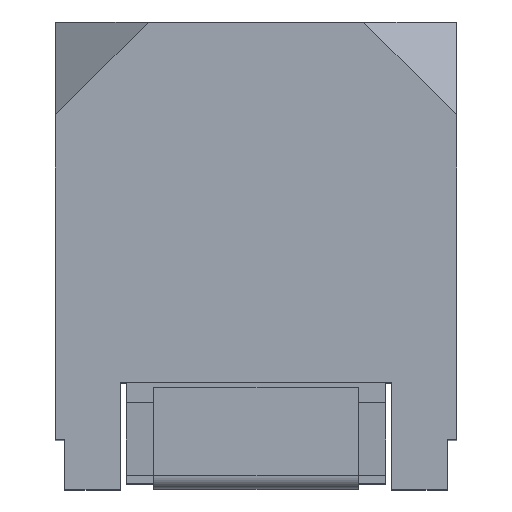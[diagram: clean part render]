
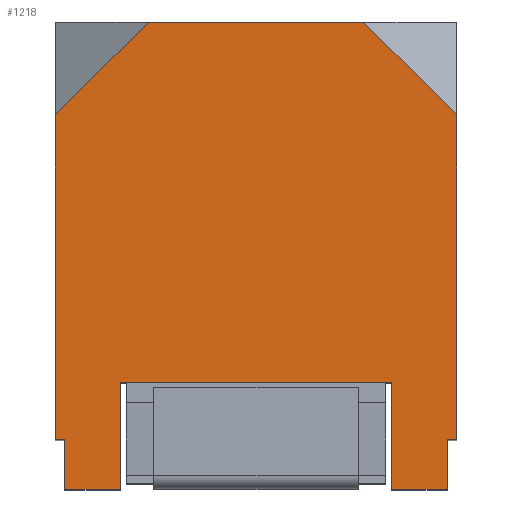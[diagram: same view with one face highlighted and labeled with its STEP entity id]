
A CAD part, top view. The second image highlights one B-rep face of the part: STEP entity #1218.
In plain terms, the highlighted planar face has unit normal (0, 0, 1).
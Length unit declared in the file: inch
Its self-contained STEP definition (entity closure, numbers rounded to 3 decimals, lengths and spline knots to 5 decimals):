
#33 = VERTEX_POINT ( 'NONE', #372 ) ;
#40 = LINE ( 'NONE', #978, #1613 ) ;
#56 = CARTESIAN_POINT ( 'NONE',  ( 0.08504, 0.11815, 0.12008 ) ) ;
#57 = EDGE_CURVE ( 'NONE', #333, #761, #1856, .T. ) ;
#65 = VECTOR ( 'NONE', #549, 39.37008 ) ;
#66 = VERTEX_POINT ( 'NONE', #1364 ) ;
#68 = VECTOR ( 'NONE', #243, 39.37008 ) ;
#79 = ORIENTED_EDGE ( 'NONE', *, *, #1781, .T. ) ;
#94 = CARTESIAN_POINT ( 'NONE',  ( -0.05748, -0.16935, 0.12008 ) ) ;
#104 = EDGE_CURVE ( 'NONE', #312, #288, #40, .T. ) ;
#106 = VECTOR ( 'NONE', #1860, 39.37008 ) ;
#107 = LINE ( 'NONE', #1708, #1131 ) ;
#108 = CARTESIAN_POINT ( 'NONE',  ( -0.05748, 0.14256, 0.12008 ) ) ;
#157 = VERTEX_POINT ( 'NONE', #826 ) ;
#160 = EDGE_CURVE ( 'NONE', #1068, #157, #1704, .T. ) ;
#162 = ORIENTED_EDGE ( 'NONE', *, *, #1014, .T. ) ;
#180 = ORIENTED_EDGE ( 'NONE', *, *, #869, .T. ) ;
#185 = EDGE_CURVE ( 'NONE', #523, #1428, #1129, .T. ) ;
#198 = LINE ( 'NONE', #848, #714 ) ;
#233 = VECTOR ( 'NONE', #1685, 39.37008 ) ;
#243 = DIRECTION ( 'NONE',  ( 0., 1., 0. ) ) ;
#288 = VERTEX_POINT ( 'NONE', #1823 ) ;
#312 = VERTEX_POINT ( 'NONE', #1746 ) ;
#313 = DIRECTION ( 'NONE',  ( 1., 0., 0. ) ) ;
#333 = VERTEX_POINT ( 'NONE', #1316 ) ;
#358 = EDGE_CURVE ( 'NONE', #312, #66, #625, .T. ) ;
#372 = CARTESIAN_POINT ( 'NONE',  ( -0.08504, 0.11815, 0.12008 ) ) ;
#387 = CARTESIAN_POINT ( 'NONE',  ( 0.0811, -0.16935, 0.12008 ) ) ;
#411 = CARTESIAN_POINT ( 'NONE',  ( 0.05748, 0.09729, 0.12008 ) ) ;
#437 = FACE_OUTER_BOUND ( 'NONE', #1082, .T. ) ;
#457 = VECTOR ( 'NONE', #561, 39.37008 ) ;
#479 = VERTEX_POINT ( 'NONE', #504 ) ;
#483 = AXIS2_PLACEMENT_3D ( 'NONE', #891, #888, #1749 ) ;
#486 = LINE ( 'NONE', #1188, #1393 ) ;
#497 = DIRECTION ( 'NONE',  ( -1., 0., 0. ) ) ;
#504 = CARTESIAN_POINT ( 'NONE',  ( -0.08504, 0.25595, 0.12008 ) ) ;
#523 = VERTEX_POINT ( 'NONE', #929 ) ;
#538 = CARTESIAN_POINT ( 'NONE',  ( 0.04567, 0.29532, 0.12008 ) ) ;
#549 = DIRECTION ( 'NONE',  ( 0., 1., 0. ) ) ;
#561 = DIRECTION ( 'NONE',  ( 0., -1., 0. ) ) ;
#577 = VECTOR ( 'NONE', #1520, 39.37008 ) ;
#596 = LINE ( 'NONE', #730, #741 ) ;
#601 = PLANE ( 'NONE',  #483 ) ;
#625 = LINE ( 'NONE', #56, #233 ) ;
#630 = VERTEX_POINT ( 'NONE', #646 ) ;
#640 = CARTESIAN_POINT ( 'NONE',  ( 0.08504, 0.09729, 0.12008 ) ) ;
#646 = CARTESIAN_POINT ( 'NONE',  ( 0.05748, 0.14256, 0.12008 ) ) ;
#655 = CARTESIAN_POINT ( 'NONE',  ( -0.0811, 0.11815, 0.12008 ) ) ;
#691 = ORIENTED_EDGE ( 'NONE', *, *, #1641, .T. ) ;
#698 = VERTEX_POINT ( 'NONE', #655 ) ;
#704 = DIRECTION ( 'NONE',  ( 0., 1., 0. ) ) ;
#707 = DIRECTION ( 'NONE',  ( 0.707, 0.707, 0. ) ) ;
#709 = CARTESIAN_POINT ( 'NONE',  ( 0.08504, 0.09729, 0.12008 ) ) ;
#714 = VECTOR ( 'NONE', #707, 39.37008 ) ;
#722 = EDGE_CURVE ( 'NONE', #698, #33, #1225, .T. ) ;
#730 = CARTESIAN_POINT ( 'NONE',  ( -0.0811, -0.16935, 0.12008 ) ) ;
#741 = VECTOR ( 'NONE', #1578, 39.37008 ) ;
#761 = VERTEX_POINT ( 'NONE', #1748 ) ;
#787 = ORIENTED_EDGE ( 'NONE', *, *, #856, .F. ) ;
#826 = CARTESIAN_POINT ( 'NONE',  ( -0.04567, 0.29532, 0.12008 ) ) ;
#848 = CARTESIAN_POINT ( 'NONE',  ( -0.08504, 0.25595, 0.12008 ) ) ;
#853 = CARTESIAN_POINT ( 'NONE',  ( 0.08504, 0.25595, 0.12008 ) ) ;
#856 = EDGE_CURVE ( 'NONE', #479, #157, #198, .T. ) ;
#869 = EDGE_CURVE ( 'NONE', #630, #333, #1302, .T. ) ;
#888 = DIRECTION ( 'NONE',  ( 0., 0., 1. ) ) ;
#891 = CARTESIAN_POINT ( 'NONE',  ( 0.08504, -0.16935, 0.12008 ) ) ;
#929 = CARTESIAN_POINT ( 'NONE',  ( -0.0811, 0.09729, 0.12008 ) ) ;
#931 = CARTESIAN_POINT ( 'NONE',  ( -0.05748, 0.09729, 0.12008 ) ) ;
#943 = EDGE_CURVE ( 'NONE', #761, #66, #1830, .T. ) ;
#978 = CARTESIAN_POINT ( 'NONE',  ( 0.08504, -0.16935, 0.12008 ) ) ;
#1014 = EDGE_CURVE ( 'NONE', #1741, #630, #486, .T. ) ;
#1068 = VERTEX_POINT ( 'NONE', #538 ) ;
#1082 = EDGE_LOOP ( 'NONE', ( #1121, #79, #1317, #787, #1808, #1478, #1449, #1179, #691, #162, #180, #1274, #1388, #1595 ) ) ;
#1091 = CARTESIAN_POINT ( 'NONE',  ( 0.08504, 0.11815, 0.12008 ) ) ;
#1121 = ORIENTED_EDGE ( 'NONE', *, *, #104, .T. ) ;
#1129 = LINE ( 'NONE', #640, #1588 ) ;
#1131 = VECTOR ( 'NONE', #704, 39.37008 ) ;
#1179 = ORIENTED_EDGE ( 'NONE', *, *, #185, .T. ) ;
#1184 = LINE ( 'NONE', #94, #68 ) ;
#1188 = CARTESIAN_POINT ( 'NONE',  ( 0.08504, 0.14256, 0.12008 ) ) ;
#1218 = ADVANCED_FACE ( 'NONE', ( #437 ), #601, .T. ) ;
#1225 = LINE ( 'NONE', #1091, #106 ) ;
#1274 = ORIENTED_EDGE ( 'NONE', *, *, #57, .T. ) ;
#1275 = DIRECTION ( 'NONE',  ( -0.707, 0.707, 0. ) ) ;
#1302 = LINE ( 'NONE', #411, #457 ) ;
#1316 = CARTESIAN_POINT ( 'NONE',  ( 0.05748, 0.09729, 0.12008 ) ) ;
#1317 = ORIENTED_EDGE ( 'NONE', *, *, #160, .T. ) ;
#1349 = VECTOR ( 'NONE', #1275, 39.37008 ) ;
#1364 = CARTESIAN_POINT ( 'NONE',  ( 0.0811, 0.11815, 0.12008 ) ) ;
#1379 = CARTESIAN_POINT ( 'NONE',  ( 0.08504, 0.29532, 0.12008 ) ) ;
#1388 = ORIENTED_EDGE ( 'NONE', *, *, #943, .T. ) ;
#1393 = VECTOR ( 'NONE', #313, 39.37008 ) ;
#1428 = VERTEX_POINT ( 'NONE', #931 ) ;
#1449 = ORIENTED_EDGE ( 'NONE', *, *, #1850, .T. ) ;
#1478 = ORIENTED_EDGE ( 'NONE', *, *, #722, .F. ) ;
#1493 = DIRECTION ( 'NONE',  ( 1., 0., 0. ) ) ;
#1520 = DIRECTION ( 'NONE',  ( 1., 0., 0. ) ) ;
#1578 = DIRECTION ( 'NONE',  ( 0., -1., 0. ) ) ;
#1588 = VECTOR ( 'NONE', #1493, 39.37008 ) ;
#1595 = ORIENTED_EDGE ( 'NONE', *, *, #358, .F. ) ;
#1613 = VECTOR ( 'NONE', #1857, 39.37008 ) ;
#1641 = EDGE_CURVE ( 'NONE', #1428, #1741, #1184, .T. ) ;
#1685 = DIRECTION ( 'NONE',  ( -1., 0., 0. ) ) ;
#1704 = LINE ( 'NONE', #1379, #1861 ) ;
#1708 = CARTESIAN_POINT ( 'NONE',  ( -0.08504, -0.16935, 0.12008 ) ) ;
#1722 = EDGE_CURVE ( 'NONE', #33, #479, #107, .T. ) ;
#1741 = VERTEX_POINT ( 'NONE', #108 ) ;
#1746 = CARTESIAN_POINT ( 'NONE',  ( 0.08504, 0.11815, 0.12008 ) ) ;
#1748 = CARTESIAN_POINT ( 'NONE',  ( 0.0811, 0.09729, 0.12008 ) ) ;
#1749 = DIRECTION ( 'NONE',  ( 0., -1., 0. ) ) ;
#1761 = LINE ( 'NONE', #853, #1349 ) ;
#1781 = EDGE_CURVE ( 'NONE', #288, #1068, #1761, .T. ) ;
#1808 = ORIENTED_EDGE ( 'NONE', *, *, #1722, .F. ) ;
#1823 = CARTESIAN_POINT ( 'NONE',  ( 0.08504, 0.25595, 0.12008 ) ) ;
#1830 = LINE ( 'NONE', #387, #65 ) ;
#1850 = EDGE_CURVE ( 'NONE', #698, #523, #596, .T. ) ;
#1856 = LINE ( 'NONE', #709, #577 ) ;
#1857 = DIRECTION ( 'NONE',  ( 0., 1., 0. ) ) ;
#1860 = DIRECTION ( 'NONE',  ( -1., 0., 0. ) ) ;
#1861 = VECTOR ( 'NONE', #497, 39.37008 ) ;
